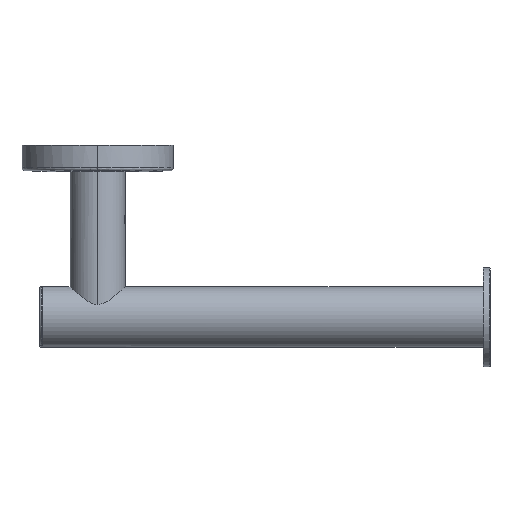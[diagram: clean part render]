
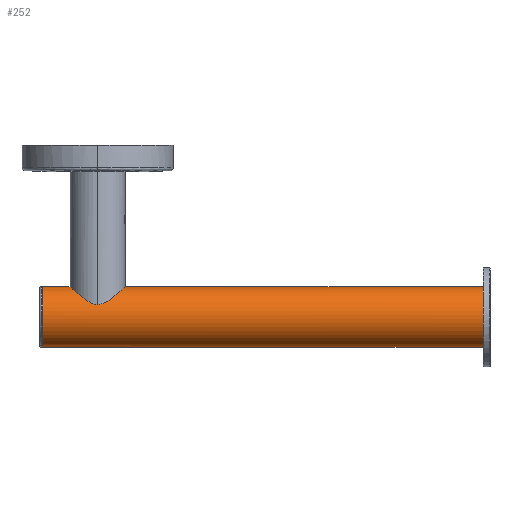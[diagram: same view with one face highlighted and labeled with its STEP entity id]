
A CAD part, top view. The second image highlights one B-rep face of the part: STEP entity #252.
In plain terms, the highlighted cylindrical face has radius 11 mm (diameter 22 mm), a partial arc.
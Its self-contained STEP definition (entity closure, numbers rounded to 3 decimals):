
#252=ADVANCED_FACE('',(#389),#2542,.T.);
#389=FACE_OUTER_BOUND('',#549,.T.);
#549=EDGE_LOOP('',(#1249,#1250,#1251,#1252,#1253,#1254));
#1249=ORIENTED_EDGE('',*,*,#1692,.F.);
#1250=ORIENTED_EDGE('',*,*,#1697,.T.);
#1251=ORIENTED_EDGE('',*,*,#1696,.F.);
#1252=ORIENTED_EDGE('',*,*,#1698,.T.);
#1253=ORIENTED_EDGE('',*,*,#1694,.F.);
#1254=ORIENTED_EDGE('',*,*,#1699,.T.);
#1692=EDGE_CURVE('',#2458,#2459,#1954,.T.);
#1694=EDGE_CURVE('',#2460,#2461,#1956,.T.);
#1696=EDGE_CURVE('',#2462,#2457,#1957,.T.);
#1697=EDGE_CURVE('',#2458,#2457,#2143,.T.);
#1698=EDGE_CURVE('',#2462,#2461,#2144,.T.);
#1699=EDGE_CURVE('',#2460,#2459,#1958,.T.);
#1954=B_SPLINE_CURVE_WITH_KNOTS('',1,(#8846,#8847),.UNSPECIFIED.,.F.,.F.,
(2,2),(0.,17.375),.UNSPECIFIED.);
#1956=B_SPLINE_CURVE_WITH_KNOTS('',1,(#8878,#8879),.UNSPECIFIED.,.F.,.F.,
(2,2),(0.,137.375),.UNSPECIFIED.);
#1957=B_SPLINE_CURVE_WITH_KNOTS('',1,(#8885,#8886),.UNSPECIFIED.,.F.,.F.,
(2,2),(0.,160.),.UNSPECIFIED.);
#1958=B_SPLINE_CURVE_WITH_KNOTS('',3,(#8897,#8898,#8899,#8900,#8901,#8902,
#8903,#8904,#8905,#8906,#8907,#8908,#8909,#8910,#8911,#8912,#8913,#8914,
#8915,#8916,#8917,#8918,#8919,#8920,#8921,#8922,#8923,#8924,#8925,#8926),
 .UNSPECIFIED.,.F.,.F.,(4,2,2,2,2,2,2,2,2,2,2,2,2,2,4),(0.,0.519,
1.038,1.556,2.075,3.113,3.631,
4.15,4.669,5.188,6.225,6.744,
7.263,7.781,8.3),.UNSPECIFIED.);
#2143=(
BOUNDED_CURVE()
B_SPLINE_CURVE(2,(#8887,#8888,#8889,#8890,#8891),.UNSPECIFIED.,.F.,.F.)
B_SPLINE_CURVE_WITH_KNOTS((3,2,3),(0.,17.279,34.558),
 .UNSPECIFIED.)
CURVE()
GEOMETRIC_REPRESENTATION_ITEM()
RATIONAL_B_SPLINE_CURVE((1.,0.707,1.,0.707,1.))
REPRESENTATION_ITEM('')
);
#2144=(
BOUNDED_CURVE()
B_SPLINE_CURVE(2,(#8892,#8893,#8894,#8895,#8896),.UNSPECIFIED.,.F.,.F.)
B_SPLINE_CURVE_WITH_KNOTS((3,2,3),(0.,17.279,34.558),
 .UNSPECIFIED.)
CURVE()
GEOMETRIC_REPRESENTATION_ITEM()
RATIONAL_B_SPLINE_CURVE((1.,0.707,1.,0.707,1.))
REPRESENTATION_ITEM('')
);
#2457=VERTEX_POINT('',#8835);
#2458=VERTEX_POINT('',#8836);
#2459=VERTEX_POINT('',#8837);
#2460=VERTEX_POINT('',#8838);
#2461=VERTEX_POINT('',#8839);
#2462=VERTEX_POINT('',#8840);
#2542=CYLINDRICAL_SURFACE('',#2725,11.);
#2725=AXIS2_PLACEMENT_3D('',#8834,#2823,$);
#2823=DIRECTION('',(1.,0.,0.));
#8834=CARTESIAN_POINT('',(60.,-62.383,0.));
#8835=CARTESIAN_POINT('',(-20.,-73.383,0.));
#8836=CARTESIAN_POINT('',(-20.,-51.383,0.));
#8837=CARTESIAN_POINT('',(-2.625,-51.383,0.));
#8838=CARTESIAN_POINT('',(2.625,-51.383,0.));
#8839=CARTESIAN_POINT('',(140.,-51.383,0.));
#8840=CARTESIAN_POINT('',(140.,-73.383,0.));
#8846=CARTESIAN_POINT('',(-20.,-51.383,0.));
#8847=CARTESIAN_POINT('',(-2.625,-51.383,0.));
#8878=CARTESIAN_POINT('',(2.625,-51.383,0.));
#8879=CARTESIAN_POINT('',(140.,-51.383,0.));
#8885=CARTESIAN_POINT('',(140.,-73.383,0.));
#8886=CARTESIAN_POINT('',(-20.,-73.383,0.));
#8887=CARTESIAN_POINT('',(-20.,-51.383,0.));
#8888=CARTESIAN_POINT('',(-20.,-51.383,11.));
#8889=CARTESIAN_POINT('',(-20.,-62.383,11.));
#8890=CARTESIAN_POINT('',(-20.,-73.383,11.));
#8891=CARTESIAN_POINT('',(-20.,-73.383,0.));
#8892=CARTESIAN_POINT('',(140.,-73.383,0.));
#8893=CARTESIAN_POINT('',(140.,-73.383,11.));
#8894=CARTESIAN_POINT('',(140.,-62.383,11.));
#8895=CARTESIAN_POINT('',(140.,-51.383,11.));
#8896=CARTESIAN_POINT('',(140.,-51.383,0.));
#8897=CARTESIAN_POINT('',(2.625,-51.383,0.));
#8898=CARTESIAN_POINT('',(2.625,-51.383,0.172));
#8899=CARTESIAN_POINT('',(2.608,-51.387,0.346));
#8900=CARTESIAN_POINT('',(2.54,-51.403,0.684));
#8901=CARTESIAN_POINT('',(2.49,-51.414,0.848));
#8902=CARTESIAN_POINT('',(2.359,-51.443,1.165));
#8903=CARTESIAN_POINT('',(2.276,-51.461,1.318));
#8904=CARTESIAN_POINT('',(2.086,-51.499,1.602));
#8905=CARTESIAN_POINT('',(1.978,-51.519,1.734));
#8906=CARTESIAN_POINT('',(1.613,-51.582,2.099));
#8907=CARTESIAN_POINT('',(1.325,-51.623,2.292));
#8908=CARTESIAN_POINT('',(0.847,-51.668,2.491));
#8909=CARTESIAN_POINT('',(0.683,-51.68,2.54));
#8910=CARTESIAN_POINT('',(0.346,-51.696,2.608));
#8911=CARTESIAN_POINT('',(0.171,-51.7,2.625));
#8912=CARTESIAN_POINT('',(-0.173,-51.7,2.625));
#8913=CARTESIAN_POINT('',(-0.344,-51.696,2.608));
#8914=CARTESIAN_POINT('',(-0.683,-51.68,2.541));
#8915=CARTESIAN_POINT('',(-0.849,-51.668,2.49));
#8916=CARTESIAN_POINT('',(-1.322,-51.623,2.293));
#8917=CARTESIAN_POINT('',(-1.614,-51.582,2.098));
#8918=CARTESIAN_POINT('',(-1.976,-51.52,1.736));
#8919=CARTESIAN_POINT('',(-2.087,-51.499,1.602));
#8920=CARTESIAN_POINT('',(-2.277,-51.461,1.317));
#8921=CARTESIAN_POINT('',(-2.358,-51.443,1.166));
#8922=CARTESIAN_POINT('',(-2.49,-51.414,0.849));
#8923=CARTESIAN_POINT('',(-2.541,-51.402,0.682));
#8924=CARTESIAN_POINT('',(-2.608,-51.387,0.345));
#8925=CARTESIAN_POINT('',(-2.625,-51.383,0.174));
#8926=CARTESIAN_POINT('',(-2.625,-51.383,0.));
